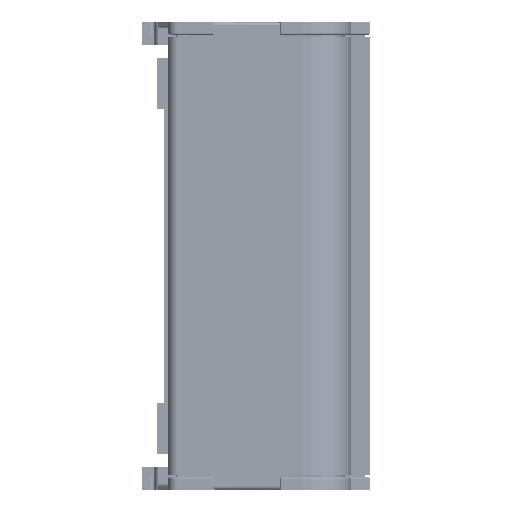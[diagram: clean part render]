
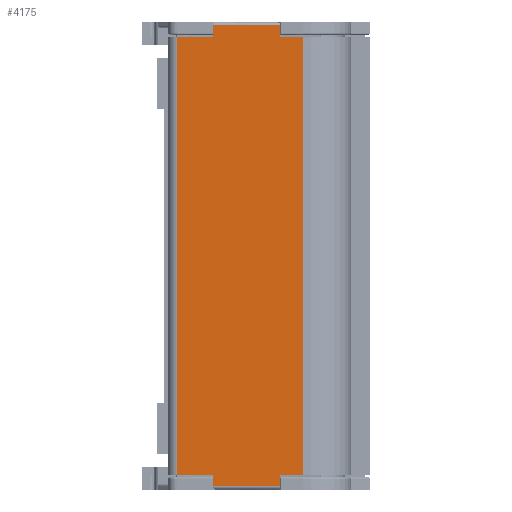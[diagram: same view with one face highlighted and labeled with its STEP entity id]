
A CAD part, left-side view. The second image highlights one B-rep face of the part: STEP entity #4175.
In plain terms, the highlighted planar face has unit normal (-1, 0, 0).
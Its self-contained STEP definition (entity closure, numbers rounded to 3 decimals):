
#4175=ADVANCED_FACE('',(#6848),#5722,.F.);
#5722=PLANE('',#32275);
#6848=FACE_OUTER_BOUND('',#8493,.T.);
#8493=EDGE_LOOP('',(#13469,#13470,#13471,#13472,#13473,#13474,#13475,#13476,
#13477,#13478,#13479,#13480,#13481,#13482));
#13469=ORIENTED_EDGE('',*,*,#23595,.F.);
#13470=ORIENTED_EDGE('',*,*,#23596,.F.);
#13471=ORIENTED_EDGE('',*,*,#23597,.F.);
#13472=ORIENTED_EDGE('',*,*,#23598,.T.);
#13473=ORIENTED_EDGE('',*,*,#23599,.T.);
#13474=ORIENTED_EDGE('',*,*,#23600,.F.);
#13475=ORIENTED_EDGE('',*,*,#23601,.T.);
#13476=ORIENTED_EDGE('',*,*,#23602,.T.);
#13477=ORIENTED_EDGE('',*,*,#23603,.T.);
#13478=ORIENTED_EDGE('',*,*,#23604,.T.);
#13479=ORIENTED_EDGE('',*,*,#23605,.F.);
#13480=ORIENTED_EDGE('',*,*,#23606,.F.);
#13481=ORIENTED_EDGE('',*,*,#23607,.F.);
#13482=ORIENTED_EDGE('',*,*,#23608,.T.);
#19969=VERTEX_POINT('',#48034);
#19970=VERTEX_POINT('',#48035);
#19971=VERTEX_POINT('',#48037);
#19972=VERTEX_POINT('',#48039);
#19973=VERTEX_POINT('',#48041);
#19974=VERTEX_POINT('',#48043);
#19975=VERTEX_POINT('',#48045);
#19976=VERTEX_POINT('',#48047);
#19977=VERTEX_POINT('',#48049);
#19978=VERTEX_POINT('',#48051);
#19979=VERTEX_POINT('',#48053);
#19980=VERTEX_POINT('',#48055);
#19981=VERTEX_POINT('',#48057);
#19982=VERTEX_POINT('',#48059);
#23595=EDGE_CURVE('',#19969,#19970,#27752,.T.);
#23596=EDGE_CURVE('',#19971,#19969,#27753,.T.);
#23597=EDGE_CURVE('',#19972,#19971,#27754,.T.);
#23598=EDGE_CURVE('',#19972,#19973,#27755,.T.);
#23599=EDGE_CURVE('',#19973,#19974,#27756,.T.);
#23600=EDGE_CURVE('',#19975,#19974,#27757,.T.);
#23601=EDGE_CURVE('',#19975,#19976,#27758,.T.);
#23602=EDGE_CURVE('',#19976,#19977,#27759,.T.);
#23603=EDGE_CURVE('',#19977,#19978,#27760,.T.);
#23604=EDGE_CURVE('',#19978,#19979,#27761,.T.);
#23605=EDGE_CURVE('',#19980,#19979,#27762,.T.);
#23606=EDGE_CURVE('',#19981,#19980,#27763,.T.);
#23607=EDGE_CURVE('',#19982,#19981,#27764,.T.);
#23608=EDGE_CURVE('',#19982,#19970,#27765,.T.);
#27752=LINE('',#48033,#30225);
#27753=LINE('',#48036,#30226);
#27754=LINE('',#48038,#30227);
#27755=LINE('',#48040,#30228);
#27756=LINE('',#48042,#30229);
#27757=LINE('',#48044,#30230);
#27758=LINE('',#48046,#30231);
#27759=LINE('',#48048,#30232);
#27760=LINE('',#48050,#30233);
#27761=LINE('',#48052,#30234);
#27762=LINE('',#48054,#30235);
#27763=LINE('',#48056,#30236);
#27764=LINE('',#48058,#30237);
#27765=LINE('',#48060,#30238);
#30225=VECTOR('',#37138,1.);
#30226=VECTOR('',#37139,1.);
#30227=VECTOR('',#37140,1.);
#30228=VECTOR('',#37141,1.);
#30229=VECTOR('',#37142,1.);
#30230=VECTOR('',#37143,1.);
#30231=VECTOR('',#37144,1.);
#30232=VECTOR('',#37145,1.);
#30233=VECTOR('',#37146,1.);
#30234=VECTOR('',#37147,1.);
#30235=VECTOR('',#37148,1.);
#30236=VECTOR('',#37149,1.);
#30237=VECTOR('',#37150,1.);
#30238=VECTOR('',#37151,1.);
#32275=AXIS2_PLACEMENT_3D('',#48061,#37152,#37153);
#37138=DIRECTION('',(0.,-1.,0.));
#37139=DIRECTION('',(0.,0.,1.));
#37140=DIRECTION('',(0.,-1.,0.));
#37141=DIRECTION('',(0.,0.,-1.));
#37142=DIRECTION('',(0.,-1.,0.));
#37143=DIRECTION('',(0.,0.,1.));
#37144=DIRECTION('',(0.,-1.,0.));
#37145=DIRECTION('',(0.,-1.,0.));
#37146=DIRECTION('',(0.,0.,1.));
#37147=DIRECTION('',(0.,-1.,0.));
#37148=DIRECTION('',(0.,0.,-1.));
#37149=DIRECTION('',(0.,0.,-1.));
#37150=DIRECTION('',(0.,-1.,0.));
#37151=DIRECTION('',(0.,0.,1.));
#37152=DIRECTION('',(1.,0.,0.));
#37153=DIRECTION('',(0.,1.,0.));
#48033=CARTESIAN_POINT('',(6.937,-246.566,-72.197));
#48034=CARTESIAN_POINT('',(6.937,-253.816,-72.197));
#48035=CARTESIAN_POINT('',(6.937,-268.116,-72.197));
#48036=CARTESIAN_POINT('',(6.937,-253.816,-129.2));
#48037=CARTESIAN_POINT('',(6.937,-253.816,-74.6));
#48038=CARTESIAN_POINT('',(6.937,-246.366,-74.6));
#48039=CARTESIAN_POINT('',(6.937,-246.166,-74.6));
#48040=CARTESIAN_POINT('',(6.937,-246.166,-164.4));
#48041=CARTESIAN_POINT('',(6.937,-246.166,-168.2));
#48042=CARTESIAN_POINT('',(6.937,-246.366,-168.2));
#48043=CARTESIAN_POINT('',(6.937,-253.816,-168.2));
#48044=CARTESIAN_POINT('',(6.937,-253.816,-164.4));
#48045=CARTESIAN_POINT('',(6.937,-253.816,-170.55));
#48046=CARTESIAN_POINT('',(6.937,-246.566,-170.55));
#48047=CARTESIAN_POINT('',(6.937,-259.603,-170.55));
#48048=CARTESIAN_POINT('',(6.937,-246.566,-170.55));
#48049=CARTESIAN_POINT('',(6.937,-268.116,-170.55));
#48050=CARTESIAN_POINT('',(6.937,-268.116,-164.4));
#48051=CARTESIAN_POINT('',(6.937,-268.116,-168.2));
#48052=CARTESIAN_POINT('',(6.937,-246.566,-168.2));
#48053=CARTESIAN_POINT('',(6.937,-272.966,-168.2));
#48054=CARTESIAN_POINT('',(6.937,-272.966,-139.));
#48055=CARTESIAN_POINT('',(6.937,-272.966,-160.358));
#48056=CARTESIAN_POINT('',(6.937,-272.966,-139.));
#48057=CARTESIAN_POINT('',(6.937,-272.966,-74.6));
#48058=CARTESIAN_POINT('',(6.937,-246.566,-74.6));
#48059=CARTESIAN_POINT('',(6.937,-268.116,-74.6));
#48060=CARTESIAN_POINT('',(6.937,-268.116,-129.2));
#48061=CARTESIAN_POINT('',(6.937,-246.566,-164.4));
